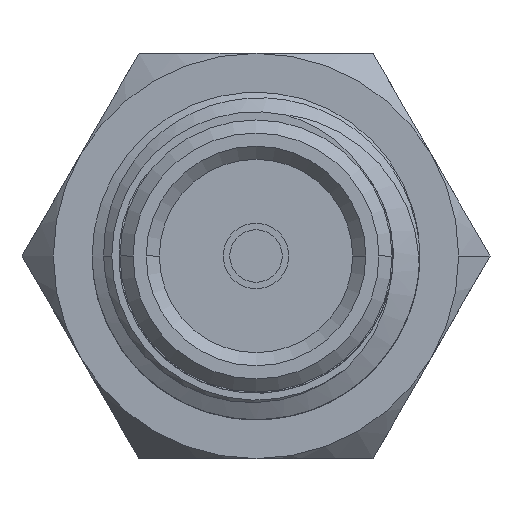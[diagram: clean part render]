
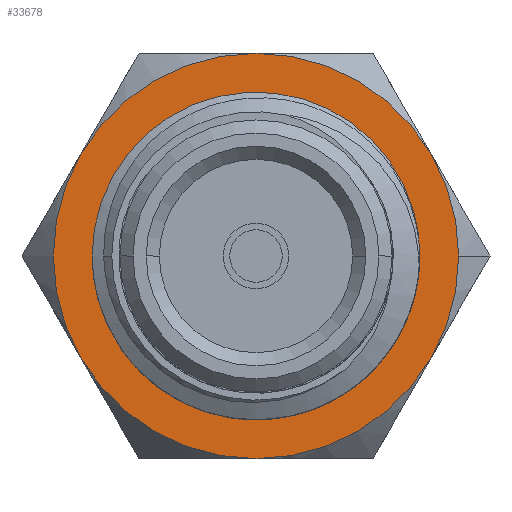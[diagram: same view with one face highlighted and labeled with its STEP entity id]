
A CAD part, front view. The second image highlights one B-rep face of the part: STEP entity #33678.
In plain terms, the highlighted face is planar.
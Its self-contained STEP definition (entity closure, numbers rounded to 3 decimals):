
#74 = AXIS2_PLACEMENT_3D ( 'NONE', #170519, #59013, #186520 ) ;
#774 = DIRECTION ( 'NONE',  ( 1., 0., 0. ) ) ;
#2171 = VERTEX_POINT ( 'NONE', #95242 ) ;
#14250 = CARTESIAN_POINT ( 'NONE',  ( 6.35, 0., 0. ) ) ;
#15976 = DIRECTION ( 'NONE',  ( 1., 0., 0. ) ) ;
#18057 = CARTESIAN_POINT ( 'NONE',  ( 6.35, 0., 0. ) ) ;
#19597 = FACE_OUTER_BOUND ( 'NONE', #122363, .T. ) ;
#33678 = ADVANCED_FACE ( 'NONE', ( #41983, #19597 ), #196249, .F. ) ;
#34096 = ORIENTED_EDGE ( 'NONE', *, *, #89971, .F. ) ;
#34902 = AXIS2_PLACEMENT_3D ( 'NONE', #193364, #64395, #81828 ) ;
#36022 = CARTESIAN_POINT ( 'NONE',  ( 6.35, 0., 3.926 ) ) ;
#41983 = FACE_BOUND ( 'NONE', #85441, .T. ) ;
#43517 = DIRECTION ( 'NONE',  ( 0., 0., -1. ) ) ;
#48758 = VERTEX_POINT ( 'NONE', #114508 ) ;
#54182 = EDGE_CURVE ( 'NONE', #127171, #78623, #98078, .T. ) ;
#56726 = EDGE_CURVE ( 'NONE', #48758, #128580, #120019, .T. ) ;
#57341 = AXIS2_PLACEMENT_3D ( 'NONE', #14250, #93761, #43517 ) ;
#57846 = CARTESIAN_POINT ( 'NONE',  ( 6.35, -3.926, 0. ) ) ;
#59013 = DIRECTION ( 'NONE',  ( 1., 0., 0. ) ) ;
#60029 = EDGE_CURVE ( 'NONE', #118437, #108995, #120751, .T. ) ;
#60044 = DIRECTION ( 'NONE',  ( 1., 0., 0. ) ) ;
#62535 = CARTESIAN_POINT ( 'NONE',  ( 6.35, 0., 0. ) ) ;
#63302 = ORIENTED_EDGE ( 'NONE', *, *, #60029, .F. ) ;
#64395 = DIRECTION ( 'NONE',  ( 1., 0., 0. ) ) ;
#66281 = EDGE_CURVE ( 'NONE', #107801, #2171, #155131, .T. ) ;
#67265 = DIRECTION ( 'NONE',  ( 0., 0., -1. ) ) ;
#70364 = CIRCLE ( 'NONE', #34902, 3.926 ) ;
#71790 = AXIS2_PLACEMENT_3D ( 'NONE', #161529, #15976, #143513 ) ;
#78623 = VERTEX_POINT ( 'NONE', #149218 ) ;
#79259 = DIRECTION ( 'NONE',  ( 1., 0., 0. ) ) ;
#81828 = DIRECTION ( 'NONE',  ( 0., 0., -1. ) ) ;
#83777 = ORIENTED_EDGE ( 'NONE', *, *, #192597, .F. ) ;
#85441 = EDGE_LOOP ( 'NONE', ( #199184, #187292 ) ) ;
#87751 = CARTESIAN_POINT ( 'NONE',  ( 6.35, 0., 0. ) ) ;
#89971 = EDGE_CURVE ( 'NONE', #78623, #118437, #137520, .T. ) ;
#91394 = CIRCLE ( 'NONE', #74, 2.762 ) ;
#91476 = DIRECTION ( 'NONE',  ( 0., 0., -1. ) ) ;
#93761 = DIRECTION ( 'NONE',  ( 1., 0., 0. ) ) ;
#93771 = ORIENTED_EDGE ( 'NONE', *, *, #56726, .T. ) ;
#95242 = CARTESIAN_POINT ( 'NONE',  ( 6.35, 0., 2.762 ) ) ;
#98078 = CIRCLE ( 'NONE', #71790, 3.926 ) ;
#100812 = DIRECTION ( 'NONE',  ( 0., 0., 1. ) ) ;
#107801 = VERTEX_POINT ( 'NONE', #198391 ) ;
#108995 = VERTEX_POINT ( 'NONE', #152065 ) ;
#112154 = DIRECTION ( 'NONE',  ( 0., 0., -1. ) ) ;
#114508 = CARTESIAN_POINT ( 'NONE',  ( 6.35, 1.963, 3.4 ) ) ;
#118437 = VERTEX_POINT ( 'NONE', #57846 ) ;
#119133 = ORIENTED_EDGE ( 'NONE', *, *, #157722, .F. ) ;
#120019 = CIRCLE ( 'NONE', #148408, 3.926 ) ;
#120751 = CIRCLE ( 'NONE', #162415, 3.926 ) ;
#120865 = AXIS2_PLACEMENT_3D ( 'NONE', #87751, #149696, #199223 ) ;
#122165 = CIRCLE ( 'NONE', #120865, 3.926 ) ;
#122363 = EDGE_LOOP ( 'NONE', ( #119133, #192540, #63302, #34096, #155970, #83777, #93771 ) ) ;
#127171 = VERTEX_POINT ( 'NONE', #36022 ) ;
#128580 = VERTEX_POINT ( 'NONE', #134311 ) ;
#134311 = CARTESIAN_POINT ( 'NONE',  ( 6.35, 3.926, 0. ) ) ;
#137520 = CIRCLE ( 'NONE', #201910, 3.926 ) ;
#137789 = EDGE_CURVE ( 'NONE', #2171, #107801, #91394, .T. ) ;
#138820 = CARTESIAN_POINT ( 'NONE',  ( 6.35, 0., 0. ) ) ;
#143513 = DIRECTION ( 'NONE',  ( 0., 0., -1. ) ) ;
#143608 = CIRCLE ( 'NONE', #153954, 3.926 ) ;
#145811 = AXIS2_PLACEMENT_3D ( 'NONE', #163460, #194169, #67265 ) ;
#146753 = CARTESIAN_POINT ( 'NONE',  ( 6.35, 0., 0. ) ) ;
#148408 = AXIS2_PLACEMENT_3D ( 'NONE', #146753, #164171, #100812 ) ;
#149218 = CARTESIAN_POINT ( 'NONE',  ( 6.35, -1.963, 3.4 ) ) ;
#149696 = DIRECTION ( 'NONE',  ( 1., 0., 0. ) ) ;
#151697 = CARTESIAN_POINT ( 'NONE',  ( 6.35, 1.963, -3.4 ) ) ;
#152065 = CARTESIAN_POINT ( 'NONE',  ( 6.35, -1.963, -3.4 ) ) ;
#153954 = AXIS2_PLACEMENT_3D ( 'NONE', #138820, #60044, #91476 ) ;
#155131 = CIRCLE ( 'NONE', #57341, 2.762 ) ;
#155970 = ORIENTED_EDGE ( 'NONE', *, *, #54182, .F. ) ;
#157722 = EDGE_CURVE ( 'NONE', #158606, #128580, #70364, .T. ) ;
#158606 = VERTEX_POINT ( 'NONE', #151697 ) ;
#161529 = CARTESIAN_POINT ( 'NONE',  ( 6.35, 0., 0. ) ) ;
#162415 = AXIS2_PLACEMENT_3D ( 'NONE', #18057, #774, #112154 ) ;
#163460 = CARTESIAN_POINT ( 'NONE',  ( 6.35, 2.635, 0. ) ) ;
#164171 = DIRECTION ( 'NONE',  ( -1., 0., 0. ) ) ;
#165602 = EDGE_CURVE ( 'NONE', #108995, #158606, #143608, .T. ) ;
#170519 = CARTESIAN_POINT ( 'NONE',  ( 6.35, 0., 0. ) ) ;
#186520 = DIRECTION ( 'NONE',  ( 0., 0., -1. ) ) ;
#187292 = ORIENTED_EDGE ( 'NONE', *, *, #137789, .T. ) ;
#190784 = DIRECTION ( 'NONE',  ( 0., 0., -1. ) ) ;
#192540 = ORIENTED_EDGE ( 'NONE', *, *, #165602, .F. ) ;
#192597 = EDGE_CURVE ( 'NONE', #48758, #127171, #122165, .T. ) ;
#193364 = CARTESIAN_POINT ( 'NONE',  ( 6.35, 0., 0. ) ) ;
#194169 = DIRECTION ( 'NONE',  ( 1., 0., 0. ) ) ;
#196249 = PLANE ( 'NONE',  #145811 ) ;
#198391 = CARTESIAN_POINT ( 'NONE',  ( 6.35, 0., -2.762 ) ) ;
#199184 = ORIENTED_EDGE ( 'NONE', *, *, #66281, .T. ) ;
#199223 = DIRECTION ( 'NONE',  ( 0., 0., -1. ) ) ;
#201910 = AXIS2_PLACEMENT_3D ( 'NONE', #62535, #79259, #190784 ) ;
